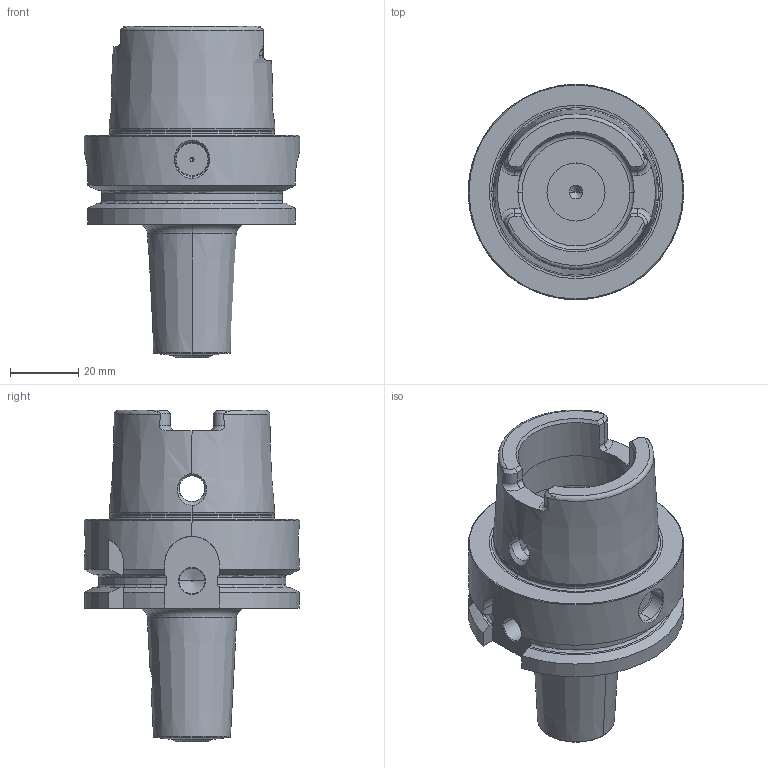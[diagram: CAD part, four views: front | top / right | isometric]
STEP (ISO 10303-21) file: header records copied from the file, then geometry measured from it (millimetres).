
FILE_DESCRIPTION((''),'2;1');
FILE_NAME('607223822-000-01-E43','2025-02-21T11:27:26',('muellerst1'),(''),'CREO PARAMETRIC BY PTC INC, 2021184','CREO PARAMETRIC BY PTC INC, 2021184','');
FILE_SCHEMA(('AP242_MANAGED_MODEL_BASED_3D_ENGINEERING_MIM_LF { 1 0 10303 442 1 1 4 }'));
Length unit declared in the file: millimetre
Products named in the file (1): 607223822-000-01-E43
Bounding box: 63 x 63 x 96.9 mm (x, y, z)
Volume: 97908.7 mm3; surface area: 26166.5 mm2
Topology: 1 solids, 1 shells, 213 faces, 528 edges, 321 vertices
Faces by surface type: cylinder 67, cone 64, plane 52, torus 30
Entity records: 10949 total; most frequent: CARTESIAN_POINT 3293, DIRECTION 1071, ORIENTED_EDGE 1044, PRESENTATION_STYLE_ASSIGNMENT 535, STYLED_ITEM 535, CURVE_STYLE 534, EDGE_CURVE 522, AXIS2_PLACEMENT_3D 434
